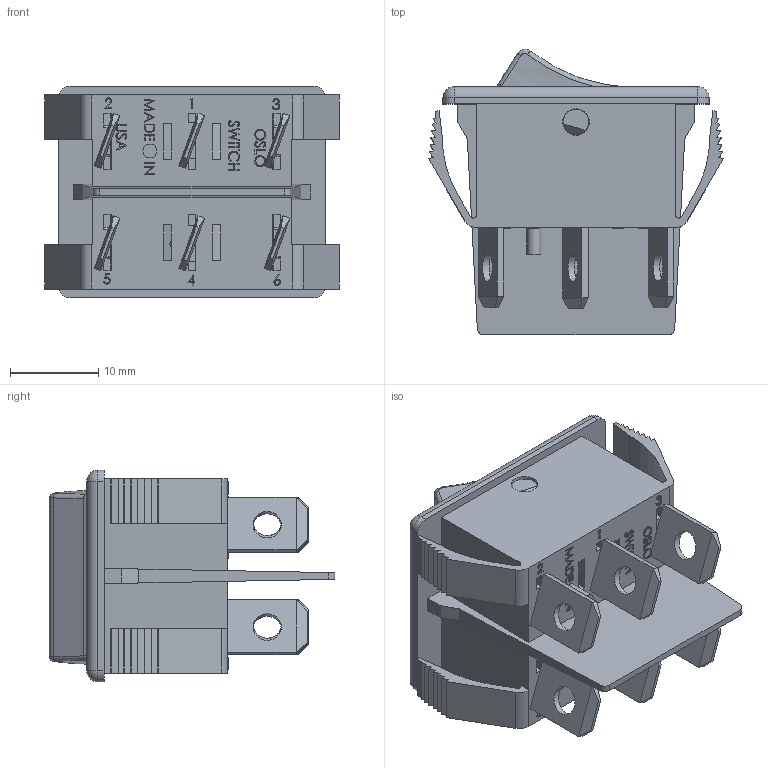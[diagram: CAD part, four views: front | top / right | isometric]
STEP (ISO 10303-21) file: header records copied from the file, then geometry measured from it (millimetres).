
FILE_DESCRIPTION(/* description */ (''),/* implementation_level */ '2;1');
FILE_NAME(/* name */ 'CRTP DP Non Lighted 3D Model.stp',/* time_stamp */ '2021-09-24T13:28:59-04:00',/* author */ ('dwiltbank'),/* organization */ (''),/* preprocessor_version */ 'ST-DEVELOPER v18.1',/* originating_system */ 'Autodesk Inventor 2020',/* authorisation */ '');
FILE_SCHEMA (('AUTOMOTIVE_DESIGN { 1 0 10303 214 3 1 1 }'));
Products named in the file (1): CRTP Assembly Non Lighted_Shrinkwrap_1
Bounding box: 33.41 x 32.37 x 23.98 mm (x, y, z)
Volume: 5574.2 mm3; surface area: 10057.3 mm2
Topology: 3 solids, 3 shells, 4647 faces, 13608 edges, 9039 vertices
Faces by surface type: plane 2360, bspline 2027, cylinder 232, torus 14, sphere 11, cone 3
Full cylindrical faces by diameter (mm): 1.575 x9, 2.083 x2, 2.362 x1, 2.489 x2, 2.642 x4, 2.87 x4, 2.997 x2, 3.2 x6, 4.14 x1
Entity records: 186011 total; most frequent: CARTESIAN_POINT 62512, ORIENTED_EDGE 27200, DIRECTION 23009, EDGE_CURVE 13600, VERTEX_POINT 9039, AXIS2_PLACEMENT_3D 7916, LINE 7177, VECTOR 7177
